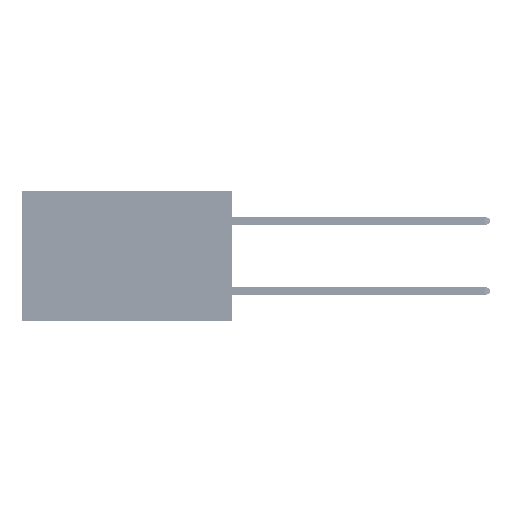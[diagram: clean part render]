
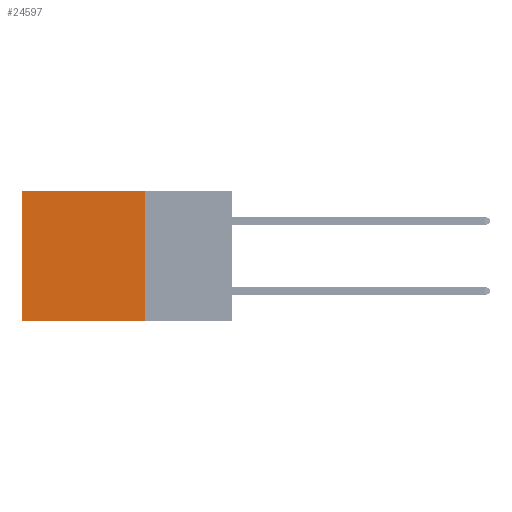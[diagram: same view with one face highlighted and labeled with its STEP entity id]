
A CAD part, left-side view. The second image highlights one B-rep face of the part: STEP entity #24597.
In plain terms, the highlighted planar face has unit normal (-1, 0, 0).
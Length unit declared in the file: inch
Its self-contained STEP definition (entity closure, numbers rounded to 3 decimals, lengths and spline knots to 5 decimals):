
#1051 = VERTEX_POINT ( 'NONE', #48427 ) ;
#3932 = EDGE_LOOP ( 'NONE', ( #47928, #4663, #21133, #46491 ) ) ;
#3960 = FACE_OUTER_BOUND ( 'NONE', #3932, .T. ) ;
#4663 = ORIENTED_EDGE ( 'NONE', *, *, #12110, .F. ) ;
#6619 = DIRECTION ( 'NONE',  ( 0., 0., -1. ) ) ;
#7266 = PLANE ( 'NONE',  #20208 ) ;
#7980 = VERTEX_POINT ( 'NONE', #26673 ) ;
#8271 = DIRECTION ( 'NONE',  ( 0., 0., -1. ) ) ;
#10970 = CARTESIAN_POINT ( 'NONE',  ( 0.2875, 0.6, -0.37 ) ) ;
#11012 = LINE ( 'NONE', #40979, #31633 ) ;
#11040 = VECTOR ( 'NONE', #42822, 39.37008 ) ;
#12110 = EDGE_CURVE ( 'NONE', #21648, #43958, #43270, .T. ) ;
#14041 = DIRECTION ( 'NONE',  ( 0., 1., 0. ) ) ;
#15229 = LINE ( 'NONE', #34811, #24914 ) ;
#18602 = VECTOR ( 'NONE', #14041, 39.37008 ) ;
#20208 = AXIS2_PLACEMENT_3D ( 'NONE', #42301, #38369, #46215 ) ;
#21133 = ORIENTED_EDGE ( 'NONE', *, *, #34315, .F. ) ;
#21648 = VERTEX_POINT ( 'NONE', #38676 ) ;
#24597 = ADVANCED_FACE ( 'NONE', ( #3960 ), #7266, .F. ) ;
#24914 = VECTOR ( 'NONE', #8271, 39.37008 ) ;
#26673 = CARTESIAN_POINT ( 'NONE',  ( 0.2875, 0.6, 0. ) ) ;
#30219 = CARTESIAN_POINT ( 'NONE',  ( 0.2875, 0.25, -0.37 ) ) ;
#30790 = LINE ( 'NONE', #49069, #18602 ) ;
#31633 = VECTOR ( 'NONE', #6619, 39.37008 ) ;
#34058 = EDGE_CURVE ( 'NONE', #7980, #43958, #11012, .T. ) ;
#34315 = EDGE_CURVE ( 'NONE', #1051, #21648, #15229, .T. ) ;
#34811 = CARTESIAN_POINT ( 'NONE',  ( 0.2875, 0.25, 0. ) ) ;
#38369 = DIRECTION ( 'NONE',  ( 1., 0., 0. ) ) ;
#38676 = CARTESIAN_POINT ( 'NONE',  ( 0.2875, 0.25, -0.37 ) ) ;
#40979 = CARTESIAN_POINT ( 'NONE',  ( 0.2875, 0.6, 0. ) ) ;
#42301 = CARTESIAN_POINT ( 'NONE',  ( 0.2875, 0.25, 0. ) ) ;
#42822 = DIRECTION ( 'NONE',  ( 0., 1., 0. ) ) ;
#43270 = LINE ( 'NONE', #30219, #11040 ) ;
#43958 = VERTEX_POINT ( 'NONE', #10970 ) ;
#46215 = DIRECTION ( 'NONE',  ( 0., 0., -1. ) ) ;
#46491 = ORIENTED_EDGE ( 'NONE', *, *, #47209, .T. ) ;
#47209 = EDGE_CURVE ( 'NONE', #1051, #7980, #30790, .T. ) ;
#47928 = ORIENTED_EDGE ( 'NONE', *, *, #34058, .T. ) ;
#48427 = CARTESIAN_POINT ( 'NONE',  ( 0.2875, 0.25, 0. ) ) ;
#49069 = CARTESIAN_POINT ( 'NONE',  ( 0.2875, 0.25, 0. ) ) ;
